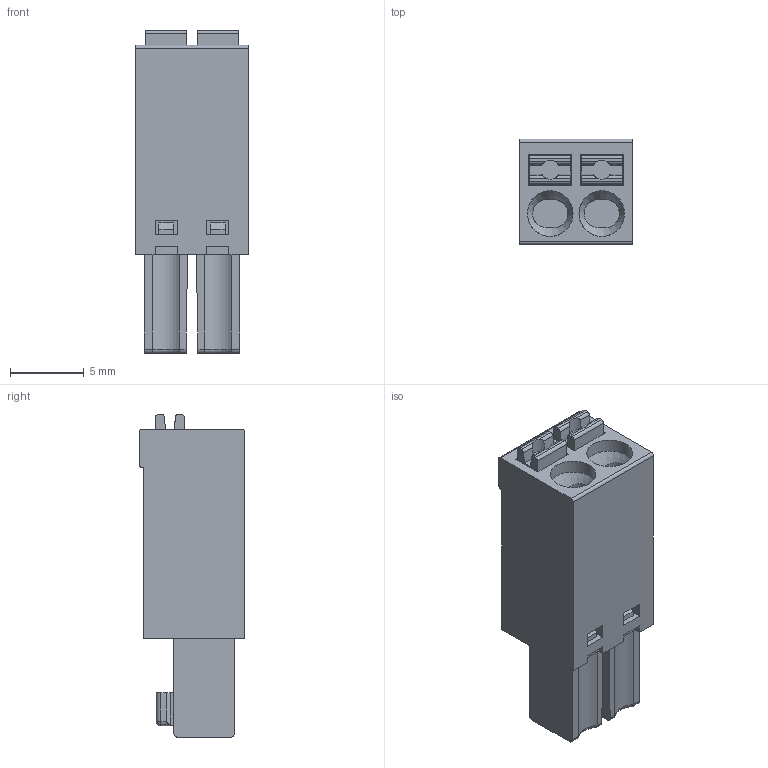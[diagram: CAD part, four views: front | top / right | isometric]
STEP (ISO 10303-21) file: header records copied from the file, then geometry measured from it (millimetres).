
FILE_DESCRIPTION(('STEP AP214'),'1');
FILE_NAME('SHM02-3,5-E.stp','2019-04-01T08:35:35',(' '),(' '),'Spatial InterOp 3D',' ',' ');
FILE_SCHEMA(('automotive_design'));
Length unit declared in the file: metre
Products named in the file (1): 1
Bounding box: 7.7 x 7.15 x 21.9 mm (x, y, z)
Volume: 865.9 mm3; surface area: 872 mm2
Topology: 1 solids, 1 shells, 187 faces, 493 edges, 320 vertices
Faces by surface type: plane 130, cylinder 45, cone 6, sphere 4, torus 2
Full cylindrical faces by diameter (mm): 1.2 x2, 3.1 x2
Entity records: 7269 total; most frequent: CARTESIAN_POINT 1178, ORIENTED_EDGE 946, DIRECTION 912, EDGE_CURVE 473, LINE 360, VECTOR 360, VERTEX_POINT 314, AXIS2_PLACEMENT_3D 276
